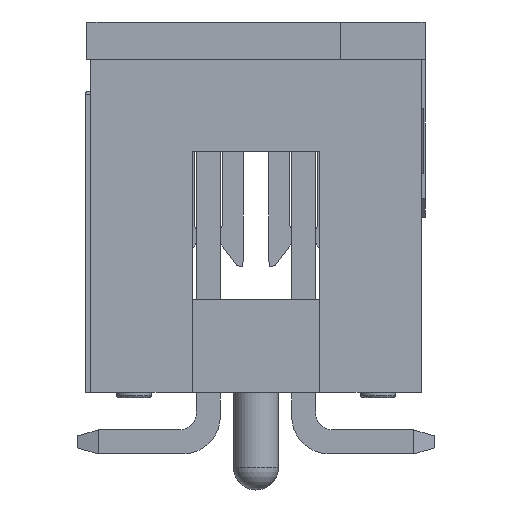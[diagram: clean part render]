
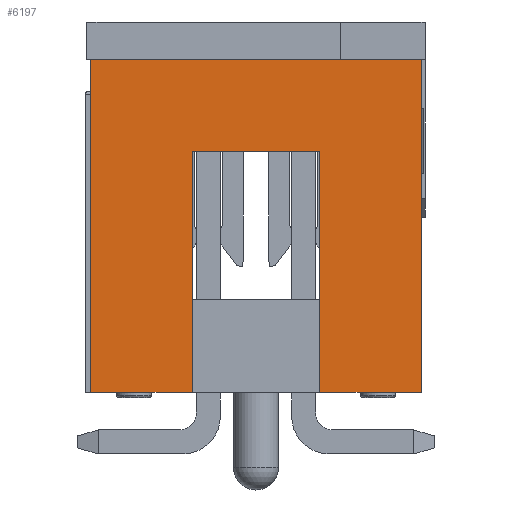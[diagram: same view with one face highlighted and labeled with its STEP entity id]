
A CAD part, left-side view. The second image highlights one B-rep face of the part: STEP entity #6197.
In plain terms, the highlighted planar face has unit normal (-1, 0, 0).
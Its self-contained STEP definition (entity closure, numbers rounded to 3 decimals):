
#1614=CARTESIAN_POINT('',(-16.51,-4.4,8.86));
#1615=VERTEX_POINT('',#1614);
#1696=CARTESIAN_POINT('',(-16.51,4.4,8.86));
#1697=VERTEX_POINT('',#1696);
#1704=CARTESIAN_POINT('',(-16.51,4.4,8.86));
#1705=DIRECTION('',(0.,-1.,0.));
#1706=VECTOR('',#1705,8.8);
#1707=LINE('',#1704,#1706);
#1708=EDGE_CURVE('',#1697,#1615,#1707,.T.);
#2605=CARTESIAN_POINT('',(-16.51,-4.4,0.));
#2606=VERTEX_POINT('',#2605);
#2626=CARTESIAN_POINT('',(-16.51,-4.4,8.86));
#2627=DIRECTION('',(0.,0.,-1.));
#2628=VECTOR('',#2627,8.86);
#2629=LINE('',#2626,#2628);
#2630=EDGE_CURVE('',#1615,#2606,#2629,.T.);
#6142=CARTESIAN_POINT('',(-16.51,0.,4.43));
#6143=DIRECTION('',(0.,-1.,0.));
#6144=DIRECTION('',(-1.,0.,0.));
#6145=AXIS2_PLACEMENT_3D('',#6142,#6144,#6143);
#6146=PLANE('',#6145);
#6147=CARTESIAN_POINT('',(-16.51,4.4,0.));
#6148=VERTEX_POINT('',#6147);
#6149=CARTESIAN_POINT('',(-16.51,1.7,0.));
#6150=VERTEX_POINT('',#6149);
#6151=CARTESIAN_POINT('',(-16.51,4.4,0.));
#6152=DIRECTION('',(0.,-1.,0.));
#6153=VECTOR('',#6152,2.7);
#6154=LINE('',#6151,#6153);
#6155=EDGE_CURVE('',#6148,#6150,#6154,.T.);
#6156=ORIENTED_EDGE('',*,*,#6155,.T.);
#6157=CARTESIAN_POINT('',(-16.51,1.7,6.4));
#6158=VERTEX_POINT('',#6157);
#6159=CARTESIAN_POINT('',(-16.51,1.7,0.));
#6160=DIRECTION('',(0.,0.,1.));
#6161=VECTOR('',#6160,6.4);
#6162=LINE('',#6159,#6161);
#6163=EDGE_CURVE('',#6150,#6158,#6162,.T.);
#6164=ORIENTED_EDGE('',*,*,#6163,.T.);
#6165=CARTESIAN_POINT('',(-16.51,-1.7,6.4));
#6166=VERTEX_POINT('',#6165);
#6167=CARTESIAN_POINT('',(-16.51,1.7,6.4));
#6168=DIRECTION('',(0.,-1.,0.));
#6169=VECTOR('',#6168,3.4);
#6170=LINE('',#6167,#6169);
#6171=EDGE_CURVE('',#6158,#6166,#6170,.T.);
#6172=ORIENTED_EDGE('',*,*,#6171,.T.);
#6173=CARTESIAN_POINT('',(-16.51,-1.7,0.));
#6174=VERTEX_POINT('',#6173);
#6175=CARTESIAN_POINT('',(-16.51,-1.7,6.4));
#6176=DIRECTION('',(0.,0.,-1.));
#6177=VECTOR('',#6176,6.4);
#6178=LINE('',#6175,#6177);
#6179=EDGE_CURVE('',#6166,#6174,#6178,.T.);
#6180=ORIENTED_EDGE('',*,*,#6179,.T.);
#6181=CARTESIAN_POINT('',(-16.51,-1.7,0.));
#6182=DIRECTION('',(0.,-1.,0.));
#6183=VECTOR('',#6182,2.7);
#6184=LINE('',#6181,#6183);
#6185=EDGE_CURVE('',#6174,#2606,#6184,.T.);
#6186=ORIENTED_EDGE('',*,*,#6185,.T.);
#6187=ORIENTED_EDGE('',*,*,#2630,.F.);
#6188=ORIENTED_EDGE('',*,*,#1708,.F.);
#6189=CARTESIAN_POINT('',(-16.51,4.4,8.86));
#6190=DIRECTION('',(0.,0.,-1.));
#6191=VECTOR('',#6190,8.86);
#6192=LINE('',#6189,#6191);
#6193=EDGE_CURVE('',#1697,#6148,#6192,.T.);
#6194=ORIENTED_EDGE('',*,*,#6193,.T.);
#6195=EDGE_LOOP('',(#6156,#6164,#6172,#6180,#6186,#6187,#6188,#6194));
#6196=FACE_OUTER_BOUND('',#6195,.T.);
#6197=ADVANCED_FACE('',(#6196),#6146,.T.);
